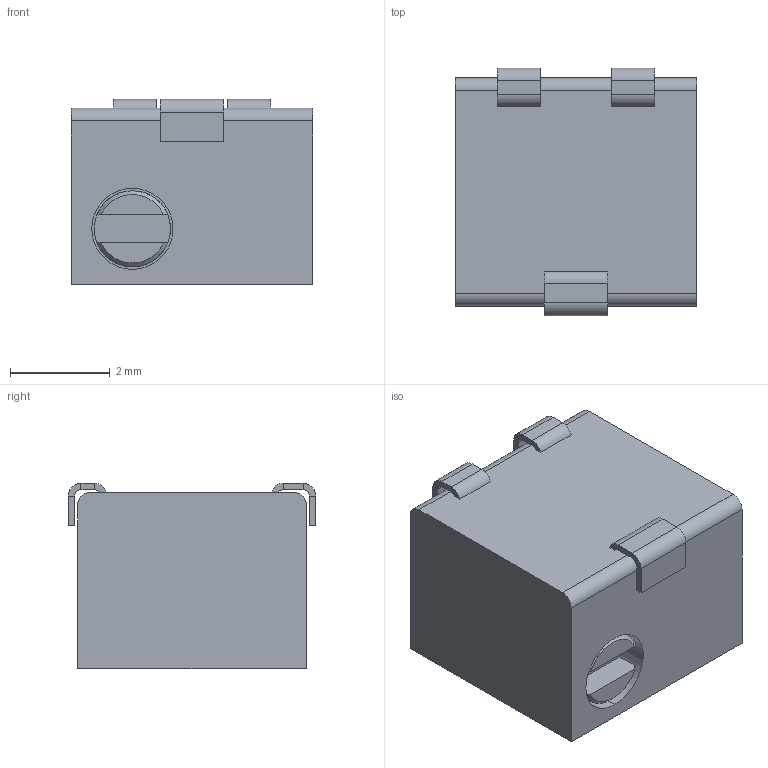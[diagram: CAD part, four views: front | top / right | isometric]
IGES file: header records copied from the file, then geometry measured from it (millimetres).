
Start section:  PTC IGES file: 3224J-1.igs
Global section: file name: 3224J-1.igs; native system: Pro/ENGINEER by Parametric Technology Corporation; preprocessor: 2010100; author: RICKB; organization: Unknown; date: 20120425.085625; units: inch
Bounding box: 4.83 x 4.95 x 3.71 mm (x, y, z)
Volume: 77.5 mm3; surface area: 129.2 mm2
Topology: 1 solids, 4 shells, 85 faces, 178 edges, 106 vertices
Faces by surface type: bspline 59, revolution 26
